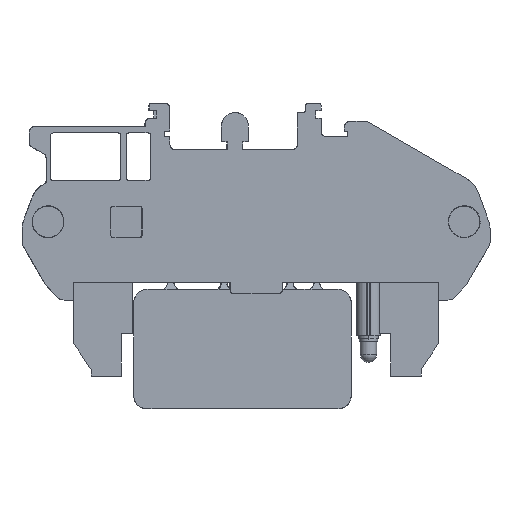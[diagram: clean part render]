
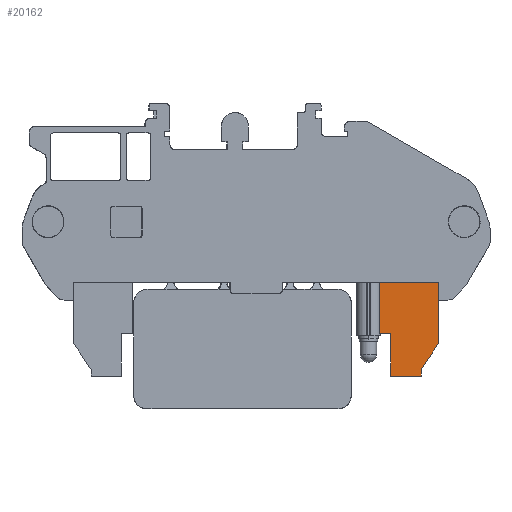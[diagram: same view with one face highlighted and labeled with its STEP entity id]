
A CAD part, front view. The second image highlights one B-rep face of the part: STEP entity #20162.
In plain terms, the highlighted planar face has unit normal (0, -1, 0).
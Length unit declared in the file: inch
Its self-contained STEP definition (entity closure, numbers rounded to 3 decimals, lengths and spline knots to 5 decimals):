
#4650 = EDGE_LOOP ( 'NONE', ( #111714, #111718, #111716, #111720, #111722, #111724, #111727, #111729 ) ) ;
#6489 = AXIS2_PLACEMENT_3D ( 'NONE', #40166, #40168, #40170 ) ;
#15956 = LINE ( 'NONE', #23049, #22097 ) ;
#15957 = LINE ( 'NONE', #23051, #22098 ) ;
#15958 = LINE ( 'NONE', #23053, #22099 ) ;
#15959 = LINE ( 'NONE', #23055, #22100 ) ;
#15960 = LINE ( 'NONE', #23057, #22101 ) ;
#15961 = LINE ( 'NONE', #23059, #22102 ) ;
#15962 = LINE ( 'NONE', #23061, #22103 ) ;
#20162 = ADVANCED_FACE ( 'NONE', ( #40967 ), #40164, .T. ) ;
#20396 = B_SPLINE_CURVE_WITH_KNOTS ( 'NONE', 3,
 ( #23063, #23064, #23065, #23066 ),
 .UNSPECIFIED., .F., .F.,
 ( 4, 4 ),
 ( 0., 1. ),
 .UNSPECIFIED. ) ;
#22097 = VECTOR ( 'NONE', #23050, 39.37008 ) ;
#22098 = VECTOR ( 'NONE', #23052, 39.37008 ) ;
#22099 = VECTOR ( 'NONE', #23054, 39.37008 ) ;
#22100 = VECTOR ( 'NONE', #23056, 39.37008 ) ;
#22101 = VECTOR ( 'NONE', #23058, 39.37008 ) ;
#22102 = VECTOR ( 'NONE', #23060, 39.37008 ) ;
#22103 = VECTOR ( 'NONE', #23062, 39.37008 ) ;
#23049 = CARTESIAN_POINT ( 'NONE',  ( 2.16884, -0.10399, -0.63156 ) ) ;
#23050 = DIRECTION ( 'NONE',  ( -1., 0., 0. ) ) ;
#23051 = CARTESIAN_POINT ( 'NONE',  ( 2.38931, -0.10399, -0.98589 ) ) ;
#23052 = DIRECTION ( 'NONE',  ( 0., 0., 1. ) ) ;
#23053 = CARTESIAN_POINT ( 'NONE',  ( 1.94837, -0.10399, -0.98589 ) ) ;
#23054 = DIRECTION ( 'NONE',  ( 0., 0., -1. ) ) ;
#23055 = CARTESIAN_POINT ( 'NONE',  ( 2.16884, -0.10399, -1.01739 ) ) ;
#23056 = DIRECTION ( 'NONE',  ( 1., 0., 0. ) ) ;
#23057 = CARTESIAN_POINT ( 'NONE',  ( 2.03065, -0.10399, -0.98589 ) ) ;
#23058 = DIRECTION ( 'NONE',  ( 0., 0., -1. ) ) ;
#23059 = CARTESIAN_POINT ( 'NONE',  ( 2.16884, -0.10399, -1.34022 ) ) ;
#23060 = DIRECTION ( 'NONE',  ( 1., 0., 0. ) ) ;
#23061 = CARTESIAN_POINT ( 'NONE',  ( 2.26018, -0.10399, -0.98589 ) ) ;
#23062 = DIRECTION ( 'NONE',  ( 0., 0., 1. ) ) ;
#23063 = CARTESIAN_POINT ( 'NONE',  ( 2.26018, -0.10399, -1.28747 ) ) ;
#23064 = CARTESIAN_POINT ( 'NONE',  ( 2.30322, -0.10399, -1.22369 ) ) ;
#23065 = CARTESIAN_POINT ( 'NONE',  ( 2.34627, -0.10399, -1.15991 ) ) ;
#23066 = CARTESIAN_POINT ( 'NONE',  ( 2.38931, -0.10399, -1.09613 ) ) ;
#40164 = PLANE ( 'NONE',  #6489 ) ;
#40166 = CARTESIAN_POINT ( 'NONE',  ( 2.38931, -0.10399, -0.63156 ) ) ;
#40168 = DIRECTION ( 'NONE',  ( 0., -1., 0. ) ) ;
#40170 = DIRECTION ( 'NONE',  ( -1., 0., 0. ) ) ;
#40967 = FACE_OUTER_BOUND ( 'NONE', #4650, .T. ) ;
#59310 = VERTEX_POINT ( 'NONE', #90142 ) ;
#59313 = VERTEX_POINT ( 'NONE', #90143 ) ;
#59315 = VERTEX_POINT ( 'NONE', #90144 ) ;
#59317 = VERTEX_POINT ( 'NONE', #90145 ) ;
#59319 = VERTEX_POINT ( 'NONE', #90146 ) ;
#59321 = VERTEX_POINT ( 'NONE', #90147 ) ;
#59323 = VERTEX_POINT ( 'NONE', #90148 ) ;
#59326 = VERTEX_POINT ( 'NONE', #90149 ) ;
#63162 = EDGE_CURVE ( 'NONE', #59323, #59321, #15956, .T. ) ;
#63163 = EDGE_CURVE ( 'NONE', #59326, #59323, #15957, .T. ) ;
#63164 = EDGE_CURVE ( 'NONE', #59321, #59319, #15958, .T. ) ;
#63165 = EDGE_CURVE ( 'NONE', #59319, #59317, #15959, .T. ) ;
#63166 = EDGE_CURVE ( 'NONE', #59317, #59315, #15960, .T. ) ;
#63167 = EDGE_CURVE ( 'NONE', #59315, #59313, #15961, .T. ) ;
#63168 = EDGE_CURVE ( 'NONE', #59313, #59310, #15962, .T. ) ;
#63169 = EDGE_CURVE ( 'NONE', #59310, #59326, #20396, .T. ) ;
#90142 = CARTESIAN_POINT ( 'NONE',  ( 2.26018, -0.10399, -1.28747 ) ) ;
#90143 = CARTESIAN_POINT ( 'NONE',  ( 2.26018, -0.10399, -1.34022 ) ) ;
#90144 = CARTESIAN_POINT ( 'NONE',  ( 2.03065, -0.10399, -1.34022 ) ) ;
#90145 = CARTESIAN_POINT ( 'NONE',  ( 2.03065, -0.10399, -1.01739 ) ) ;
#90146 = CARTESIAN_POINT ( 'NONE',  ( 1.94837, -0.10399, -1.01739 ) ) ;
#90147 = CARTESIAN_POINT ( 'NONE',  ( 1.94837, -0.10399, -0.63156 ) ) ;
#90148 = CARTESIAN_POINT ( 'NONE',  ( 2.38931, -0.10399, -0.63156 ) ) ;
#90149 = CARTESIAN_POINT ( 'NONE',  ( 2.38931, -0.10399, -1.09613 ) ) ;
#111714 = ORIENTED_EDGE ( 'NONE', *, *, #63163, .T. ) ;
#111716 = ORIENTED_EDGE ( 'NONE', *, *, #63164, .T. ) ;
#111718 = ORIENTED_EDGE ( 'NONE', *, *, #63162, .T. ) ;
#111720 = ORIENTED_EDGE ( 'NONE', *, *, #63165, .T. ) ;
#111722 = ORIENTED_EDGE ( 'NONE', *, *, #63166, .T. ) ;
#111724 = ORIENTED_EDGE ( 'NONE', *, *, #63167, .T. ) ;
#111727 = ORIENTED_EDGE ( 'NONE', *, *, #63168, .T. ) ;
#111729 = ORIENTED_EDGE ( 'NONE', *, *, #63169, .T. ) ;
